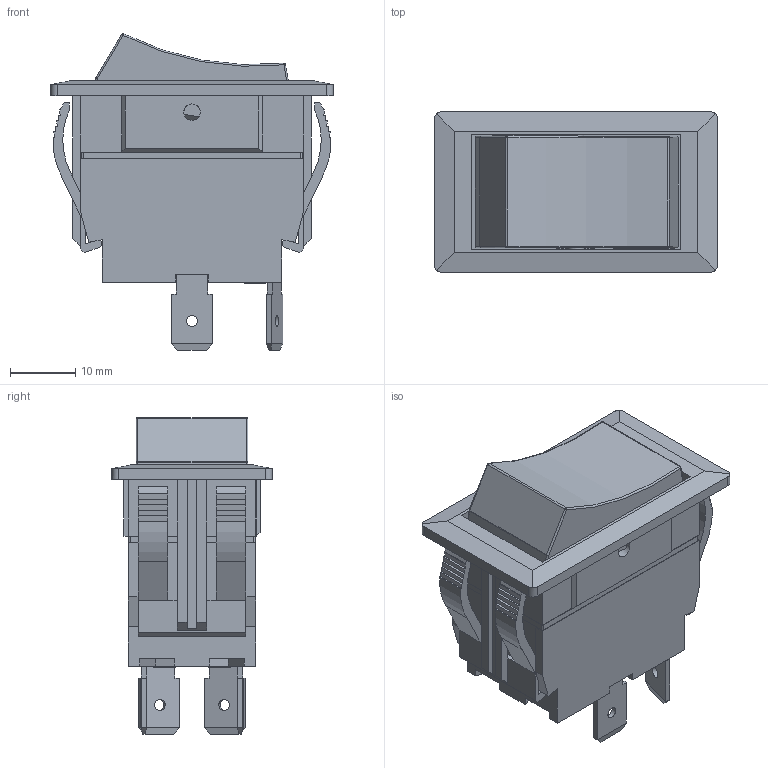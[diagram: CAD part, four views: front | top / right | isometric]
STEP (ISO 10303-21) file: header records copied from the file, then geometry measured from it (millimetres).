
FILE_DESCRIPTION(/* description */ (''),/* implementation_level */ '2;1');
FILE_NAME(/* name */ 'RVW42D1100.stp',/* time_stamp */ '2021-12-08T12:42:13-06:00',/* author */ ('mwilliams'),/* organization */ (''),/* preprocessor_version */ 'ST-DEVELOPER v18',/* originating_system */ 'Autodesk Inventor 2020',/* authorisation */ '');
FILE_SCHEMA (('AUTOMOTIVE_DESIGN { 1 0 10303 214 3 1 1 }'));
Length unit declared in the file: inch
Products named in the file (1): RVW42D1100_Shrinkwrap_1
Bounding box: 43.2 x 24.5 x 48.4 mm (x, y, z)
Volume: 10631.7 mm3; surface area: 14527.3 mm2
Topology: 8 solids, 8 shells, 351 faces, 944 edges, 614 vertices
Faces by surface type: plane 282, cylinder 54, sphere 8, cone 5, torus 2
Full cylindrical faces by diameter (mm): 1.7 x4, 2.5 x2, 3.3 x4, 3.5 x1, 7 x1
Entity records: 11251 total; most frequent: CARTESIAN_POINT 1902, ORIENTED_EDGE 1872, DIRECTION 1786, EDGE_CURVE 936, LINE 790, VECTOR 790, VERTEX_POINT 614, AXIS2_PLACEMENT_3D 498
